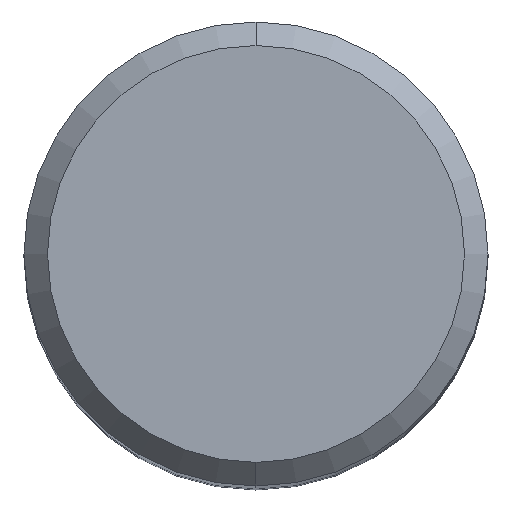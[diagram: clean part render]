
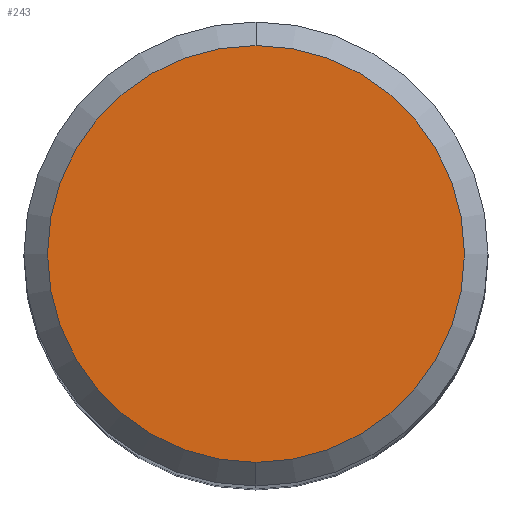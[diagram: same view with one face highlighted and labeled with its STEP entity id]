
A CAD part, top view. The second image highlights one B-rep face of the part: STEP entity #243.
In plain terms, the highlighted planar face has unit normal (0, 0, 1).
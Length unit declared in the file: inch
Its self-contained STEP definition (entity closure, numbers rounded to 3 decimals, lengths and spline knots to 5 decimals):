
#23 = CIRCLE ( 'NONE', #241, 0.17685 ) ;
#25 = FACE_OUTER_BOUND ( 'NONE', #69, .T. ) ;
#47 = DIRECTION ( 'NONE',  ( 0., -1., 0. ) ) ;
#51 = AXIS2_PLACEMENT_3D ( 'NONE', #207, #162, #47 ) ;
#59 = ORIENTED_EDGE ( 'NONE', *, *, #62, .T. ) ;
#62 = EDGE_CURVE ( 'NONE', #109, #164, #326, .T. ) ;
#69 = EDGE_LOOP ( 'NONE', ( #59, #114 ) ) ;
#87 = CARTESIAN_POINT ( 'NONE',  ( 0., 0.17685, 0. ) ) ;
#104 = EDGE_CURVE ( 'NONE', #164, #109, #23, .T. ) ;
#109 = VERTEX_POINT ( 'NONE', #329 ) ;
#114 = ORIENTED_EDGE ( 'NONE', *, *, #104, .T. ) ;
#134 = DIRECTION ( 'NONE',  ( 0., 0., 1. ) ) ;
#162 = DIRECTION ( 'NONE',  ( 0., 0., 1. ) ) ;
#164 = VERTEX_POINT ( 'NONE', #263 ) ;
#183 = DIRECTION ( 'NONE',  ( 0., 0., -1. ) ) ;
#207 = CARTESIAN_POINT ( 'NONE',  ( 0., 0., 0. ) ) ;
#225 = AXIS2_PLACEMENT_3D ( 'NONE', #87, #183, #381 ) ;
#241 = AXIS2_PLACEMENT_3D ( 'NONE', #368, #134, #300 ) ;
#243 = ADVANCED_FACE ( 'NONE', ( #25 ), #279, .F. ) ;
#263 = CARTESIAN_POINT ( 'NONE',  ( 0., -0.17685, 0. ) ) ;
#279 = PLANE ( 'NONE',  #225 ) ;
#300 = DIRECTION ( 'NONE',  ( 0., -1., 0. ) ) ;
#326 = CIRCLE ( 'NONE', #51, 0.17685 ) ;
#329 = CARTESIAN_POINT ( 'NONE',  ( 0., 0.17685, 0. ) ) ;
#368 = CARTESIAN_POINT ( 'NONE',  ( 0., 0., 0. ) ) ;
#381 = DIRECTION ( 'NONE',  ( 0., 1., 0. ) ) ;
